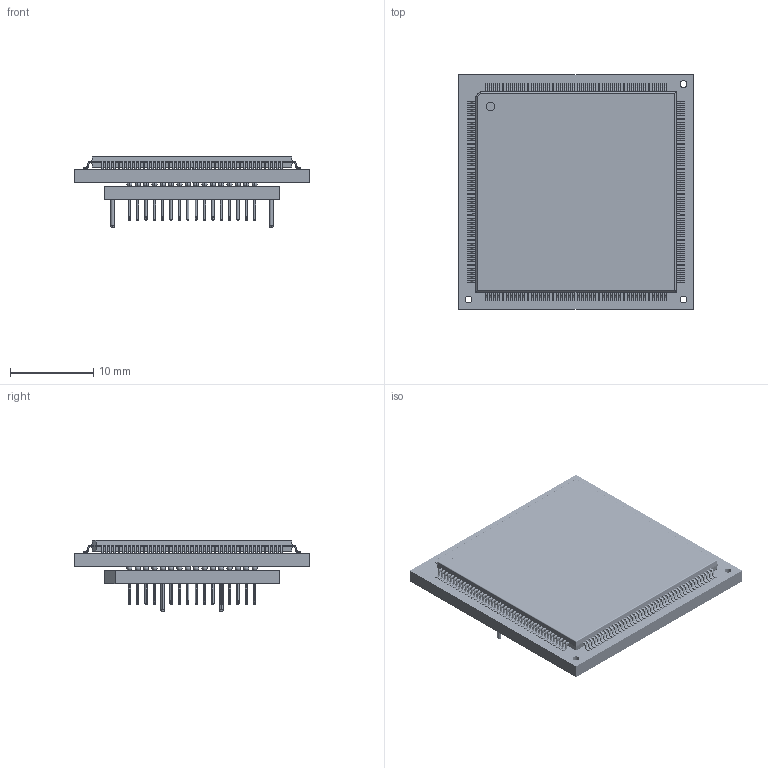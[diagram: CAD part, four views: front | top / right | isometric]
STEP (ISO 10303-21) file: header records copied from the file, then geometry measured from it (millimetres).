
FILE_DESCRIPTION((''),'2;1');
FILE_NAME('LFK46RINTPM3QA.stp','2013-04-19T09:33:19',(''),(''),'Mechanical Desktop 2011','Mechanical Desktop 2011',', , ');
FILE_SCHEMA(('CONFIG_CONTROL_DESIGN'));
Length unit declared in the file: millimetre
Products named in the file (8): Product; PPC5746MQKOMKU5R; AI 8433TR; CDC 2272; RECTANGLE_126; RECTANGLE_127; RECTANGLE_128; ROUND_129
Assembly tree (388 placements, depth 3):
  Product
    PPC5746MQKOMKU5R
    AI 8433TR
    CDC 2272
      RECTANGLE_126  x88
      RECTANGLE_127  x88
      RECTANGLE_128
      ROUND_129  x208
Bounding box: 28.14 x 28.14 x 8.6 mm (x, y, z)
Volume: 2763.1 mm3; surface area: 5506.2 mm2
Topology: 390 solids, 390 shells, 4377 faces, 13534 edges, 8933 vertices
Faces by surface type: bspline 3083, plane 916, cylinder 376, sphere 2
Entity records: 181883 total; most frequent: CARTESIAN_POINT 82513, ORIENTED_EDGE 21306, DIRECTION 18870, EDGE_CURVE 10653, VERTEX_POINT 7234, AXIS2_PLACEMENT_3D 6478, VECTOR 5914, LINE 5914
